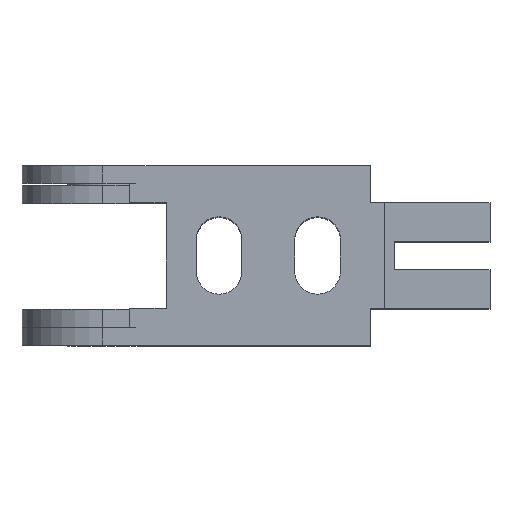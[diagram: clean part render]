
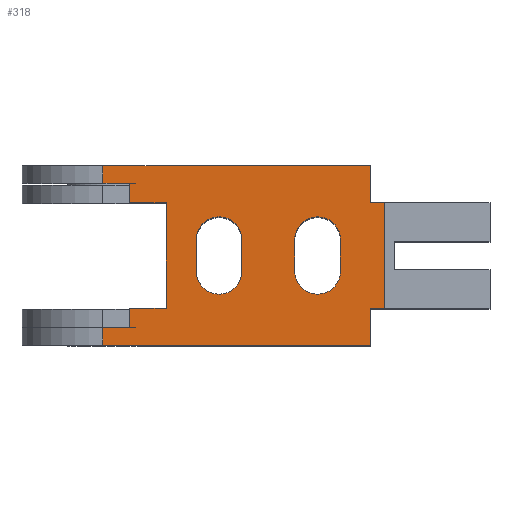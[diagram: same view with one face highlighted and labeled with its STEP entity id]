
A CAD part, top view. The second image highlights one B-rep face of the part: STEP entity #318.
In plain terms, the highlighted planar face has unit normal (0, 0, 1).
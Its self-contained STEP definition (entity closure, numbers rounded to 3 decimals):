
#318=ADVANCED_FACE('',(#634,#635,#636),#637,.T.);
#634=FACE_BOUND('',#940,.T.);
#635=FACE_BOUND('',#941,.T.);
#636=FACE_OUTER_BOUND('',#942,.T.);
#637=PLANE('',#943);
#940=EDGE_LOOP('',(#1765,#1766,#1767,#1768));
#941=EDGE_LOOP('',(#1769,#1770,#1771,#1772));
#942=EDGE_LOOP('',(#1773,#1774,#1775,#1776,#1777,#1778,#1779,#1780,#1781,#1782,#1783,#1784,#1785,#1786,#1787,#1788));
#943=AXIS2_PLACEMENT_3D('',#1789,#1790,#1791);
#1765=ORIENTED_EDGE('',*,*,#2093,.T.);
#1766=ORIENTED_EDGE('',*,*,#2098,.T.);
#1767=ORIENTED_EDGE('',*,*,#2102,.T.);
#1768=ORIENTED_EDGE('',*,*,#2106,.T.);
#1769=ORIENTED_EDGE('',*,*,#2109,.T.);
#1770=ORIENTED_EDGE('',*,*,#2114,.T.);
#1771=ORIENTED_EDGE('',*,*,#2118,.T.);
#1772=ORIENTED_EDGE('',*,*,#2122,.T.);
#1773=ORIENTED_EDGE('',*,*,#2171,.T.);
#1774=ORIENTED_EDGE('',*,*,#2177,.F.);
#1775=ORIENTED_EDGE('',*,*,#2056,.T.);
#1776=ORIENTED_EDGE('',*,*,#2084,.F.);
#1777=ORIENTED_EDGE('',*,*,#2071,.T.);
#1778=ORIENTED_EDGE('',*,*,#2149,.T.);
#1779=ORIENTED_EDGE('',*,*,#2140,.T.);
#1780=ORIENTED_EDGE('',*,*,#2044,.T.);
#1781=ORIENTED_EDGE('',*,*,#2159,.T.);
#1782=ORIENTED_EDGE('',*,*,#2039,.T.);
#1783=ORIENTED_EDGE('',*,*,#2156,.T.);
#1784=ORIENTED_EDGE('',*,*,#2134,.T.);
#1785=ORIENTED_EDGE('',*,*,#2166,.T.);
#1786=ORIENTED_EDGE('',*,*,#2024,.T.);
#1787=ORIENTED_EDGE('',*,*,#2178,.T.);
#1788=ORIENTED_EDGE('',*,*,#2034,.T.);
#1789=CARTESIAN_POINT('',(19.0,13.0,80.5));
#1790=DIRECTION('',(0.0,0.0,1.0));
#1791=DIRECTION('',(-1.0,-0.0,0.0));
#2024=EDGE_CURVE('',#2461,#2459,#2462,.T.);
#2034=EDGE_CURVE('',#2479,#2477,#2480,.T.);
#2039=EDGE_CURVE('',#2488,#2486,#2489,.T.);
#2044=EDGE_CURVE('',#2497,#2495,#2498,.T.);
#2056=EDGE_CURVE('',#2519,#2517,#2520,.T.);
#2071=EDGE_CURVE('',#2546,#2544,#2547,.T.);
#2084=EDGE_CURVE('',#2546,#2517,#2564,.T.);
#2093=EDGE_CURVE('',#2573,#2574,#2575,.T.);
#2098=EDGE_CURVE('',#2574,#2582,#2583,.T.);
#2102=EDGE_CURVE('',#2582,#2588,#2589,.T.);
#2106=EDGE_CURVE('',#2588,#2573,#2594,.T.);
#2109=EDGE_CURVE('',#2597,#2598,#2599,.T.);
#2114=EDGE_CURVE('',#2598,#2606,#2607,.T.);
#2118=EDGE_CURVE('',#2606,#2612,#2613,.T.);
#2122=EDGE_CURVE('',#2612,#2597,#2618,.T.);
#2134=EDGE_CURVE('',#2635,#2633,#2636,.T.);
#2140=EDGE_CURVE('',#2644,#2497,#2645,.T.);
#2149=EDGE_CURVE('',#2544,#2644,#2658,.T.);
#2156=EDGE_CURVE('',#2486,#2635,#2665,.T.);
#2159=EDGE_CURVE('',#2495,#2488,#2668,.T.);
#2166=EDGE_CURVE('',#2633,#2461,#2677,.T.);
#2171=EDGE_CURVE('',#2477,#2683,#2685,.T.);
#2177=EDGE_CURVE('',#2519,#2683,#2692,.T.);
#2178=EDGE_CURVE('',#2459,#2479,#2693,.T.);
#2459=VERTEX_POINT('',#3074);
#2461=VERTEX_POINT('',#3076);
#2462=LINE('',#3077,#3078);
#2477=VERTEX_POINT('',#3096);
#2479=VERTEX_POINT('',#3098);
#2480=LINE('',#3099,#3100);
#2486=VERTEX_POINT('',#3107);
#2488=VERTEX_POINT('',#3109);
#2489=LINE('',#3110,#3111);
#2495=VERTEX_POINT('',#3118);
#2497=VERTEX_POINT('',#3120);
#2498=LINE('',#3121,#3122);
#2517=VERTEX_POINT('',#3146);
#2519=VERTEX_POINT('',#3149);
#2520=LINE('',#3150,#3151);
#2544=VERTEX_POINT('',#3186);
#2546=VERTEX_POINT('',#3189);
#2547=LINE('',#3190,#3191);
#2564=LINE('',#3217,#3218);
#2573=VERTEX_POINT('',#3230);
#2574=VERTEX_POINT('',#3231);
#2575=CIRCLE('',#3232,3.25);
#2582=VERTEX_POINT('',#3241);
#2583=LINE('',#3242,#3243);
#2588=VERTEX_POINT('',#3250);
#2589=CIRCLE('',#3251,3.25);
#2594=LINE('',#3257,#3258);
#2597=VERTEX_POINT('',#3262);
#2598=VERTEX_POINT('',#3263);
#2599=CIRCLE('',#3264,3.25);
#2606=VERTEX_POINT('',#3273);
#2607=LINE('',#3274,#3275);
#2612=VERTEX_POINT('',#3282);
#2613=CIRCLE('',#3283,3.25);
#2618=LINE('',#3289,#3290);
#2633=VERTEX_POINT('',#3312);
#2635=VERTEX_POINT('',#3315);
#2636=LINE('',#3316,#3317);
#2644=VERTEX_POINT('',#3327);
#2645=LINE('',#3328,#3329);
#2658=LINE('',#3348,#3349);
#2665=LINE('',#3357,#3358);
#2668=LINE('',#3361,#3362);
#2677=LINE('',#3373,#3374);
#2683=VERTEX_POINT('',#3381);
#2685=LINE('',#3384,#3385);
#2692=LINE('',#3393,#3394);
#2693=LINE('',#3395,#3396);
#3074=CARTESIAN_POINT('',(3.763,-10.25,80.5));
#3076=CARTESIAN_POINT('',(3.763,-7.5,80.5));
#3077=CARTESIAN_POINT('',(3.763,-8.875,80.5));
#3078=VECTOR('',#3611,1.0);
#3096=CARTESIAN_POINT('',(0.0,-12.75,80.5));
#3098=CARTESIAN_POINT('',(0.0,-10.25,80.5));
#3099=CARTESIAN_POINT('',(0.0,13.0,80.5));
#3100=VECTOR('',#3627,1.0);
#3107=CARTESIAN_POINT('',(3.763,7.5,80.5));
#3109=CARTESIAN_POINT('',(3.763,10.25,80.5));
#3110=CARTESIAN_POINT('',(3.763,8.875,80.5));
#3111=VECTOR('',#3635,1.0);
#3118=CARTESIAN_POINT('',(0.0,10.25,80.5));
#3120=CARTESIAN_POINT('',(0.0,12.75,80.5));
#3121=CARTESIAN_POINT('',(0.0,13.0,80.5));
#3122=VECTOR('',#3643,1.0);
#3146=CARTESIAN_POINT('',(40.0,-7.499,80.5));
#3149=CARTESIAN_POINT('',(38.0,-7.499,80.5));
#3150=CARTESIAN_POINT('',(42.75,-7.499,80.5));
#3151=VECTOR('',#3659,1.0);
#3186=CARTESIAN_POINT('',(38.0,7.499,80.5));
#3189=CARTESIAN_POINT('',(40.0,7.499,80.5));
#3190=CARTESIAN_POINT('',(42.75,7.499,80.5));
#3191=VECTOR('',#3672,1.0);
#3217=CARTESIAN_POINT('',(40.0,7.5,80.5));
#3218=VECTOR('',#3682,1.0);
#3230=CARTESIAN_POINT('',(27.25,2.25,80.5));
#3231=CARTESIAN_POINT('',(33.75,2.25,80.5));
#3232=AXIS2_PLACEMENT_3D('',#3686,#3687,#3688);
#3241=CARTESIAN_POINT('',(33.75,-2.25,80.5));
#3242=CARTESIAN_POINT('',(33.75,3.188,80.5));
#3243=VECTOR('',#3694,1.0);
#3250=CARTESIAN_POINT('',(27.25,-2.25,80.5));
#3251=AXIS2_PLACEMENT_3D('',#3697,#3698,#3699);
#3257=CARTESIAN_POINT('',(27.25,3.75,80.5));
#3258=VECTOR('',#3704,1.0);
#3262=CARTESIAN_POINT('',(13.25,2.25,80.5));
#3263=CARTESIAN_POINT('',(19.75,2.25,80.5));
#3264=AXIS2_PLACEMENT_3D('',#3706,#3707,#3708);
#3273=CARTESIAN_POINT('',(19.75,-2.25,80.5));
#3274=CARTESIAN_POINT('',(19.75,3.188,80.5));
#3275=VECTOR('',#3714,1.0);
#3282=CARTESIAN_POINT('',(13.25,-2.25,80.5));
#3283=AXIS2_PLACEMENT_3D('',#3717,#3718,#3719);
#3289=CARTESIAN_POINT('',(13.25,3.75,80.5));
#3290=VECTOR('',#3724,1.0);
#3312=CARTESIAN_POINT('',(9.0,-7.5,80.5));
#3315=CARTESIAN_POINT('',(9.0,7.5,80.5));
#3316=CARTESIAN_POINT('',(9.0,7.5,80.5));
#3317=VECTOR('',#3733,1.0);
#3327=CARTESIAN_POINT('',(38.0,12.75,80.5));
#3328=CARTESIAN_POINT('',(15.975,12.75,80.5));
#3329=VECTOR('',#3742,1.0);
#3348=CARTESIAN_POINT('',(38.0,7.5,80.5));
#3349=VECTOR('',#3749,1.0);
#3357=CARTESIAN_POINT('',(20.375,7.5,80.5));
#3358=VECTOR('',#3757,1.0);
#3361=CARTESIAN_POINT('',(9.5,10.25,80.5));
#3362=VECTOR('',#3761,1.0);
#3373=CARTESIAN_POINT('',(20.375,-7.5,80.5));
#3374=VECTOR('',#3770,1.0);
#3381=CARTESIAN_POINT('',(38.0,-12.75,80.5));
#3384=CARTESIAN_POINT('',(15.975,-12.75,80.5));
#3385=VECTOR('',#3776,1.0);
#3393=CARTESIAN_POINT('',(38.0,13.0,80.5));
#3394=VECTOR('',#3784,1.0);
#3395=CARTESIAN_POINT('',(9.5,-10.25,80.5));
#3396=VECTOR('',#3785,1.0);
#3611=DIRECTION('',(0.0,-1.0,0.0));
#3627=DIRECTION('',(0.0,-1.0,0.0));
#3635=DIRECTION('',(0.0,-1.0,0.0));
#3643=DIRECTION('',(0.0,-1.0,0.0));
#3659=DIRECTION('',(1.0,0.0,0.0));
#3672=DIRECTION('',(-1.0,0.0,0.0));
#3682=DIRECTION('',(0.0,-1.0,0.0));
#3686=CARTESIAN_POINT('',(30.5,2.25,80.5));
#3687=DIRECTION('',(0.0,0.0,-1.0));
#3688=DIRECTION('',(1.,0.,0.0));
#3694=DIRECTION('',(0.0,-1.0,0.0));
#3697=CARTESIAN_POINT('',(30.5,-2.25,80.5));
#3698=DIRECTION('',(-0.0,0.0,-1.0));
#3699=DIRECTION('',(-1.,0.,0.0));
#3704=DIRECTION('',(0.0,1.0,-0.0));
#3706=CARTESIAN_POINT('',(16.5,2.25,80.5));
#3707=DIRECTION('',(0.0,0.0,-1.0));
#3708=DIRECTION('',(1.,0.,0.0));
#3714=DIRECTION('',(0.0,-1.0,0.0));
#3717=CARTESIAN_POINT('',(16.5,-2.25,80.5));
#3718=DIRECTION('',(-0.0,0.0,-1.0));
#3719=DIRECTION('',(-1.,0.,0.0));
#3724=DIRECTION('',(0.0,1.0,-0.0));
#3733=DIRECTION('',(0.0,-1.0,0.0));
#3742=DIRECTION('',(-1.0,0.0,0.0));
#3749=DIRECTION('',(0.0,1.0,0.0));
#3757=DIRECTION('',(1.0,0.0,0.0));
#3761=DIRECTION('',(1.0,0.0,0.0));
#3770=DIRECTION('',(-1.0,0.0,0.0));
#3776=DIRECTION('',(1.0,0.0,0.0));
#3784=DIRECTION('',(0.0,-1.0,0.0));
#3785=DIRECTION('',(-1.0,0.0,0.0));
